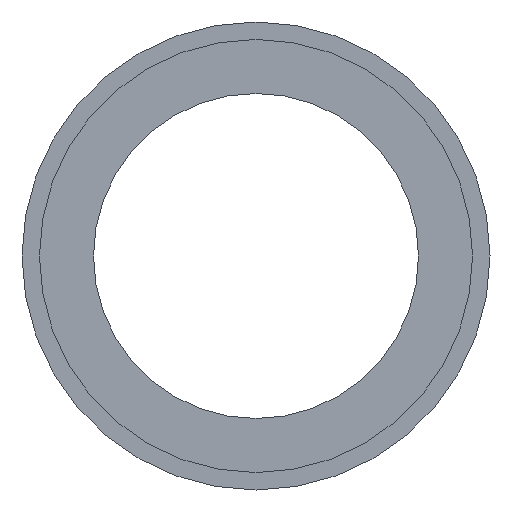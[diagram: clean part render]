
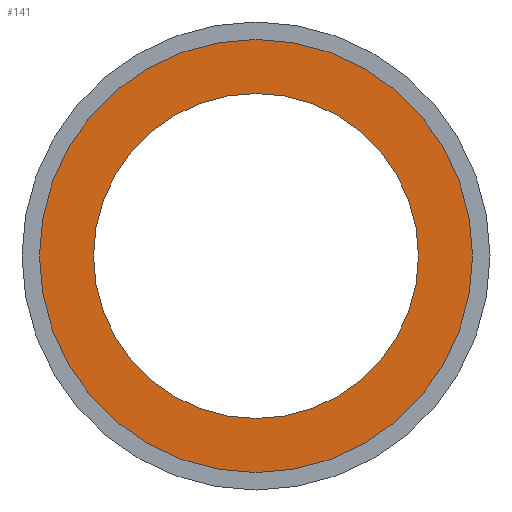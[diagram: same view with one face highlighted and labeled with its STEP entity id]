
A CAD part, front view. The second image highlights one B-rep face of the part: STEP entity #141.
In plain terms, the highlighted planar face has unit normal (0, -1, 0).
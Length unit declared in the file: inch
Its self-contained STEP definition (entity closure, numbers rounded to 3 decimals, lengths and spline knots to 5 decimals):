
#8 = AXIS2_PLACEMENT_3D ( 'NONE', #87, #326, #104 ) ;
#20 = CIRCLE ( 'NONE', #64, 0.1875 ) ;
#25 = ORIENTED_EDGE ( 'NONE', *, *, #62, .T. ) ;
#26 = DIRECTION ( 'NONE',  ( 0., 0., 1. ) ) ;
#31 = EDGE_CURVE ( 'NONE', #127, #146, #84, .T. ) ;
#32 = DIRECTION ( 'NONE',  ( 0., 0., 1. ) ) ;
#33 = CIRCLE ( 'NONE', #224, 0.24985 ) ;
#35 = DIRECTION ( 'NONE',  ( 0., 1., 0. ) ) ;
#36 = CARTESIAN_POINT ( 'NONE',  ( 0., 0., 0. ) ) ;
#44 = CARTESIAN_POINT ( 'NONE',  ( 0., 0., 0. ) ) ;
#61 = ORIENTED_EDGE ( 'NONE', *, *, #310, .F. ) ;
#62 = EDGE_CURVE ( 'NONE', #156, #214, #240, .T. ) ;
#64 = AXIS2_PLACEMENT_3D ( 'NONE', #206, #168, #143 ) ;
#84 = CIRCLE ( 'NONE', #8, 0.24985 ) ;
#87 = CARTESIAN_POINT ( 'NONE',  ( 0., 0., 0. ) ) ;
#91 = FACE_BOUND ( 'NONE', #266, .T. ) ;
#104 = DIRECTION ( 'NONE',  ( 0., 0., 1. ) ) ;
#109 = DIRECTION ( 'NONE',  ( 0., 1., 0. ) ) ;
#117 = ORIENTED_EDGE ( 'NONE', *, *, #183, .T. ) ;
#121 = AXIS2_PLACEMENT_3D ( 'NONE', #44, #109, #26 ) ;
#127 = VERTEX_POINT ( 'NONE', #179 ) ;
#134 = EDGE_LOOP ( 'NONE', ( #61, #261 ) ) ;
#141 = ADVANCED_FACE ( 'NONE', ( #91, #252 ), #233, .F. ) ;
#143 = DIRECTION ( 'NONE',  ( 0., 0., 1. ) ) ;
#146 = VERTEX_POINT ( 'NONE', #236 ) ;
#151 = CARTESIAN_POINT ( 'NONE',  ( 0., 0., -0.1875 ) ) ;
#156 = VERTEX_POINT ( 'NONE', #209 ) ;
#168 = DIRECTION ( 'NONE',  ( 0., 1., 0. ) ) ;
#179 = CARTESIAN_POINT ( 'NONE',  ( 0., 0., 0.24985 ) ) ;
#183 = EDGE_CURVE ( 'NONE', #214, #156, #20, .T. ) ;
#188 = AXIS2_PLACEMENT_3D ( 'NONE', #239, #280, #323 ) ;
#206 = CARTESIAN_POINT ( 'NONE',  ( 0., 0., 0. ) ) ;
#209 = CARTESIAN_POINT ( 'NONE',  ( 0., 0., 0.1875 ) ) ;
#214 = VERTEX_POINT ( 'NONE', #151 ) ;
#224 = AXIS2_PLACEMENT_3D ( 'NONE', #36, #35, #32 ) ;
#233 = PLANE ( 'NONE',  #188 ) ;
#236 = CARTESIAN_POINT ( 'NONE',  ( 0., 0., -0.24985 ) ) ;
#239 = CARTESIAN_POINT ( 'NONE',  ( 0., 0., 0. ) ) ;
#240 = CIRCLE ( 'NONE', #121, 0.1875 ) ;
#252 = FACE_OUTER_BOUND ( 'NONE', #134, .T. ) ;
#261 = ORIENTED_EDGE ( 'NONE', *, *, #31, .F. ) ;
#266 = EDGE_LOOP ( 'NONE', ( #25, #117 ) ) ;
#280 = DIRECTION ( 'NONE',  ( 0., 1., 0. ) ) ;
#310 = EDGE_CURVE ( 'NONE', #146, #127, #33, .T. ) ;
#323 = DIRECTION ( 'NONE',  ( 0., 0., 1. ) ) ;
#326 = DIRECTION ( 'NONE',  ( 0., 1., 0. ) ) ;
